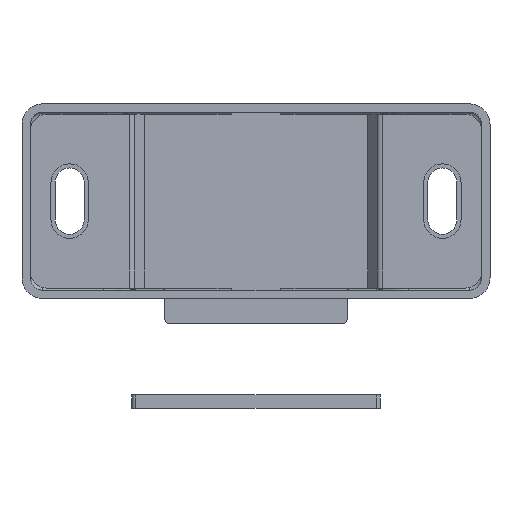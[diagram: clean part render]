
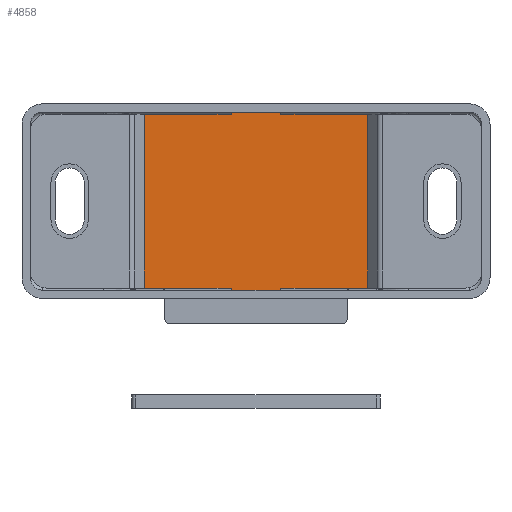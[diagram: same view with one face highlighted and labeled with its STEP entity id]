
A CAD part, front view. The second image highlights one B-rep face of the part: STEP entity #4858.
In plain terms, the highlighted planar face has unit normal (0, -1, 0).
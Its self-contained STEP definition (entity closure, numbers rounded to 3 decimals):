
#73 = ORIENTED_EDGE ( 'NONE', *, *, #3387, .F. ) ;
#93 = CARTESIAN_POINT ( 'NONE',  ( -13.5, -0.8, -10.5 ) ) ;
#118 = EDGE_LOOP ( 'NONE', ( #6509, #530, #5199, #73, #4506, #6405, #4745, #995, #314, #620, #2377, #4455 ) ) ;
#124 = VECTOR ( 'NONE', #655, 1000. ) ;
#233 = CARTESIAN_POINT ( 'NONE',  ( -3., -0.8, 11.35 ) ) ;
#246 = CARTESIAN_POINT ( 'NONE',  ( -3., -0.8, 11.35 ) ) ;
#283 = CARTESIAN_POINT ( 'NONE',  ( -3., -0.8, 11.35 ) ) ;
#314 = ORIENTED_EDGE ( 'NONE', *, *, #4278, .F. ) ;
#370 = LINE ( 'NONE', #5264, #3290 ) ;
#398 = VERTEX_POINT ( 'NONE', #2874 ) ;
#420 = CARTESIAN_POINT ( 'NONE',  ( -3., -0.8, -10.5 ) ) ;
#519 = DIRECTION ( 'NONE',  ( -1., 0., 0. ) ) ;
#530 = ORIENTED_EDGE ( 'NONE', *, *, #6457, .F. ) ;
#592 = DIRECTION ( 'NONE',  ( 1., 0., 0. ) ) ;
#612 = CARTESIAN_POINT ( 'NONE',  ( -13.5, -0.8, 10.5 ) ) ;
#620 = ORIENTED_EDGE ( 'NONE', *, *, #4505, .F. ) ;
#655 = DIRECTION ( 'NONE',  ( 1., 0., 0. ) ) ;
#689 = DIRECTION ( 'NONE',  ( 0., 0., -1. ) ) ;
#770 = DIRECTION ( 'NONE',  ( 0., 1., 0. ) ) ;
#911 = FACE_OUTER_BOUND ( 'NONE', #118, .T. ) ;
#912 = CARTESIAN_POINT ( 'NONE',  ( -13.5, -0.8, 10.5 ) ) ;
#995 = ORIENTED_EDGE ( 'NONE', *, *, #3993, .F. ) ;
#1008 = CARTESIAN_POINT ( 'NONE',  ( -13.5, -0.8, -10.5 ) ) ;
#1172 = DIRECTION ( 'NONE',  ( 1., 0., 0. ) ) ;
#1259 = VECTOR ( 'NONE', #519, 1000. ) ;
#1349 = DIRECTION ( 'NONE',  ( 0., 0., 1. ) ) ;
#1426 = LINE ( 'NONE', #93, #124 ) ;
#1507 = CARTESIAN_POINT ( 'NONE',  ( 13.5, -0.8, 10.5 ) ) ;
#1508 = VECTOR ( 'NONE', #689, 1000. ) ;
#1575 = AXIS2_PLACEMENT_3D ( 'NONE', #4048, #770, #4610 ) ;
#1845 = DIRECTION ( 'NONE',  ( 0., 0., -1. ) ) ;
#1868 = LINE ( 'NONE', #246, #5743 ) ;
#1897 = CARTESIAN_POINT ( 'NONE',  ( 3., -0.8, 11.35 ) ) ;
#2032 = VECTOR ( 'NONE', #1172, 1000. ) ;
#2175 = VERTEX_POINT ( 'NONE', #1008 ) ;
#2226 = VERTEX_POINT ( 'NONE', #420 ) ;
#2326 = CARTESIAN_POINT ( 'NONE',  ( 3., -0.8, -10.5 ) ) ;
#2377 = ORIENTED_EDGE ( 'NONE', *, *, #4779, .T. ) ;
#2394 = PLANE ( 'NONE',  #1575 ) ;
#2417 = DIRECTION ( 'NONE',  ( 0., 0., 1. ) ) ;
#2851 = DIRECTION ( 'NONE',  ( 0., 0., -1. ) ) ;
#2874 = CARTESIAN_POINT ( 'NONE',  ( -3., -0.8, -11.35 ) ) ;
#2952 = CARTESIAN_POINT ( 'NONE',  ( 3., -0.8, -11.35 ) ) ;
#2982 = VECTOR ( 'NONE', #2851, 1000. ) ;
#3029 = CARTESIAN_POINT ( 'NONE',  ( 3., -0.8, 11.35 ) ) ;
#3099 = VERTEX_POINT ( 'NONE', #3201 ) ;
#3145 = LINE ( 'NONE', #1507, #5889 ) ;
#3185 = EDGE_CURVE ( 'NONE', #2175, #2226, #6522, .T. ) ;
#3201 = CARTESIAN_POINT ( 'NONE',  ( 3., -0.8, -11.35 ) ) ;
#3290 = VECTOR ( 'NONE', #4158, 1000. ) ;
#3316 = LINE ( 'NONE', #612, #2032 ) ;
#3318 = CARTESIAN_POINT ( 'NONE',  ( -13.5, -0.8, -10.5 ) ) ;
#3367 = VERTEX_POINT ( 'NONE', #6261 ) ;
#3387 = EDGE_CURVE ( 'NONE', #3367, #6560, #6789, .T. ) ;
#3774 = VECTOR ( 'NONE', #592, 1000. ) ;
#3813 = CARTESIAN_POINT ( 'NONE',  ( -3., -0.8, -11.35 ) ) ;
#3993 = EDGE_CURVE ( 'NONE', #398, #2226, #1868, .T. ) ;
#4004 = LINE ( 'NONE', #3813, #1259 ) ;
#4006 = VERTEX_POINT ( 'NONE', #1897 ) ;
#4040 = EDGE_CURVE ( 'NONE', #6560, #4006, #7020, .T. ) ;
#4048 = CARTESIAN_POINT ( 'NONE',  ( -13.5, -0.8, 10.5 ) ) ;
#4158 = DIRECTION ( 'NONE',  ( 1., 0., 0. ) ) ;
#4278 = EDGE_CURVE ( 'NONE', #3099, #398, #4004, .T. ) ;
#4419 = EDGE_CURVE ( 'NONE', #5272, #6126, #3316, .T. ) ;
#4437 = LINE ( 'NONE', #6669, #2982 ) ;
#4453 = EDGE_CURVE ( 'NONE', #6637, #2175, #4437, .T. ) ;
#4455 = ORIENTED_EDGE ( 'NONE', *, *, #4996, .F. ) ;
#4474 = VERTEX_POINT ( 'NONE', #2326 ) ;
#4505 = EDGE_CURVE ( 'NONE', #4474, #3099, #5735, .T. ) ;
#4506 = ORIENTED_EDGE ( 'NONE', *, *, #5940, .F. ) ;
#4543 = CARTESIAN_POINT ( 'NONE',  ( 3., -0.8, -11.35 ) ) ;
#4582 = LINE ( 'NONE', #2952, #4915 ) ;
#4610 = DIRECTION ( 'NONE',  ( 0., 0., 1. ) ) ;
#4663 = DIRECTION ( 'NONE',  ( 1., 0., 0. ) ) ;
#4745 = ORIENTED_EDGE ( 'NONE', *, *, #3185, .T. ) ;
#4779 = EDGE_CURVE ( 'NONE', #4474, #4995, #1426, .T. ) ;
#4858 = ADVANCED_FACE ( 'NONE', ( #911 ), #2394, .F. ) ;
#4915 = VECTOR ( 'NONE', #1845, 1000. ) ;
#4995 = VERTEX_POINT ( 'NONE', #5355 ) ;
#4996 = EDGE_CURVE ( 'NONE', #6126, #4995, #3145, .T. ) ;
#5199 = ORIENTED_EDGE ( 'NONE', *, *, #4040, .F. ) ;
#5264 = CARTESIAN_POINT ( 'NONE',  ( -13.5, -0.8, 10.5 ) ) ;
#5272 = VERTEX_POINT ( 'NONE', #6263 ) ;
#5330 = VECTOR ( 'NONE', #2417, 1000. ) ;
#5332 = DIRECTION ( 'NONE',  ( 0., 0., -1. ) ) ;
#5355 = CARTESIAN_POINT ( 'NONE',  ( 13.5, -0.8, -10.5 ) ) ;
#5391 = VECTOR ( 'NONE', #4663, 1000. ) ;
#5735 = LINE ( 'NONE', #4543, #1508 ) ;
#5743 = VECTOR ( 'NONE', #1349, 1000. ) ;
#5889 = VECTOR ( 'NONE', #5332, 1000. ) ;
#5940 = EDGE_CURVE ( 'NONE', #6637, #3367, #370, .T. ) ;
#6126 = VERTEX_POINT ( 'NONE', #7059 ) ;
#6261 = CARTESIAN_POINT ( 'NONE',  ( -3., -0.8, 10.5 ) ) ;
#6263 = CARTESIAN_POINT ( 'NONE',  ( 3., -0.8, 10.5 ) ) ;
#6405 = ORIENTED_EDGE ( 'NONE', *, *, #4453, .T. ) ;
#6457 = EDGE_CURVE ( 'NONE', #4006, #5272, #4582, .T. ) ;
#6509 = ORIENTED_EDGE ( 'NONE', *, *, #4419, .F. ) ;
#6522 = LINE ( 'NONE', #3318, #3774 ) ;
#6560 = VERTEX_POINT ( 'NONE', #283 ) ;
#6637 = VERTEX_POINT ( 'NONE', #912 ) ;
#6669 = CARTESIAN_POINT ( 'NONE',  ( -13.5, -0.8, 10.5 ) ) ;
#6789 = LINE ( 'NONE', #233, #5330 ) ;
#7020 = LINE ( 'NONE', #3029, #5391 ) ;
#7059 = CARTESIAN_POINT ( 'NONE',  ( 13.5, -0.8, 10.5 ) ) ;
